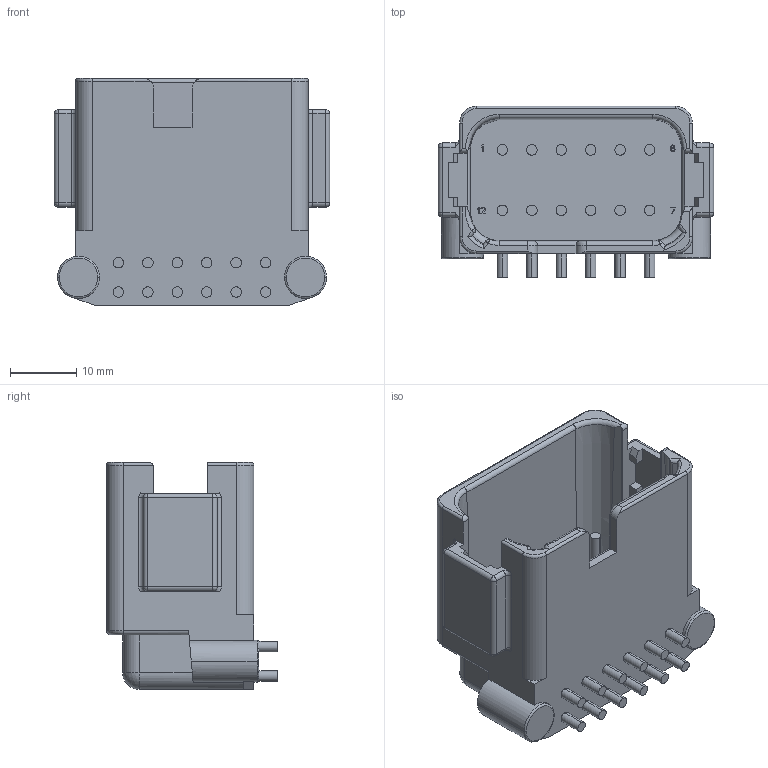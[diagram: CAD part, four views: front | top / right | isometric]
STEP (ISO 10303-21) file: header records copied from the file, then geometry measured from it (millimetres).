
FILE_DESCRIPTION((''),'2;1');
FILE_NAME('C-DTF13-12PA','2013-05-24T',('workeradm'),('Tyco Electronics Ltd.'),'PRO/ENGINEER BY PARAMETRIC TECHNOLOGY CORPORATION, 2011490','PRO/ENGINEER BY PARAMETRIC TECHNOLOGY CORPORATION, 2011490','');
FILE_SCHEMA(('AUTOMOTIVE_DESIGN { 1 0 10303 214 1 1 1 1 }'));
Length unit declared in the file: millimetre
Products named in the file (1): C-DTF13-12PA
Bounding box: 41.58 x 25.84 x 34.29 mm (x, y, z)
Volume: 12010.5 mm3; surface area: 8578.5 mm2
Topology: 1 solids, 1 shells, 401 faces, 1031 edges, 662 vertices
Faces by surface type: plane 237, cylinder 110, torus 31, sphere 10, bspline 9, cone 4
Entity records: 13845 total; most frequent: CARTESIAN_POINT 3748, ORIENTED_EDGE 2062, DIRECTION 1982, EDGE_CURVE 1031, VECTOR 690, LINE 690, VERTEX_POINT 662, AXIS2_PLACEMENT_3D 646
